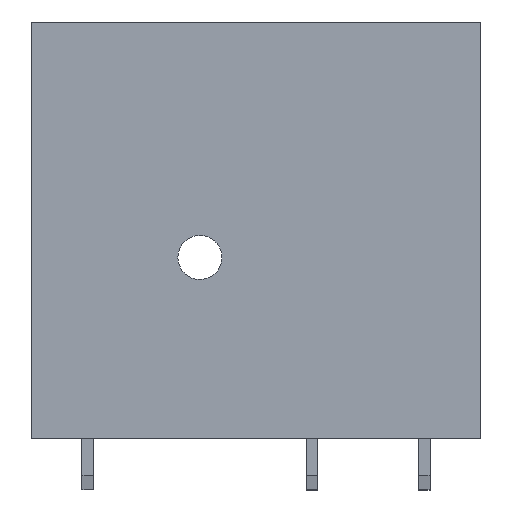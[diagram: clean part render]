
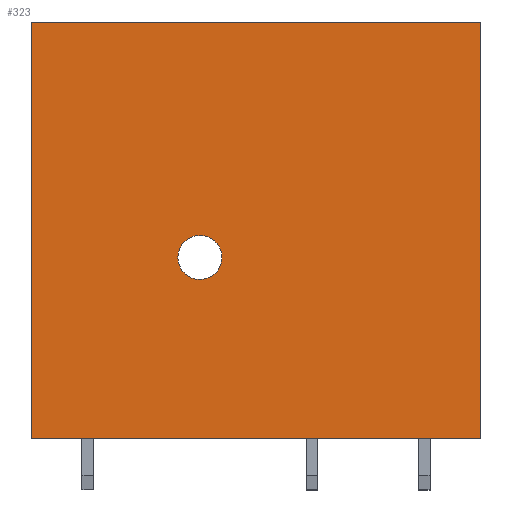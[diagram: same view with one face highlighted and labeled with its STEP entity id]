
A CAD part, front view. The second image highlights one B-rep face of the part: STEP entity #323.
In plain terms, the highlighted planar face has unit normal (0, -1, 0).
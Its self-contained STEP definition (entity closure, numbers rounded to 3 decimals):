
#278=AXIS2_PLACEMENT_3D('Plane Axis2P3D',#275,#276,#277) ;
#307=AXIS2_PLACEMENT_3D('Circle Axis2P3D',#305,#306,$) ;
#316=AXIS2_PLACEMENT_3D('Circle Axis2P3D',#314,#315,$) ;
#42=CARTESIAN_POINT('Vertex',(30.48,0.,3.5)) ;
#45=CARTESIAN_POINT('Line Origine',(15.24,0.,3.5)) ;
#49=CARTESIAN_POINT('Vertex',(0.,0.,3.5)) ;
#275=CARTESIAN_POINT('Axis2P3D Location',(0.,0.,31.8)) ;
#280=CARTESIAN_POINT('Line Origine',(30.48,0.,17.65)) ;
#284=CARTESIAN_POINT('Vertex',(30.48,0.,31.8)) ;
#287=CARTESIAN_POINT('Line Origine',(15.24,0.,31.8)) ;
#291=CARTESIAN_POINT('Vertex',(0.,0.,31.8)) ;
#294=CARTESIAN_POINT('Line Origine',(0.,0.,17.65)) ;
#305=CARTESIAN_POINT('Axis2P3D Location',(11.43,0.,15.8)) ;
#309=CARTESIAN_POINT('Vertex',(10.711,0.,17.116)) ;
#311=CARTESIAN_POINT('Vertex',(12.149,0.,14.484)) ;
#314=CARTESIAN_POINT('Axis2P3D Location',(11.43,0.,15.8)) ;
#46=DIRECTION('Vector Direction',(1.,0.,0.)) ;
#276=DIRECTION('Axis2P3D Direction',(0.,-1.,0.)) ;
#277=DIRECTION('Axis2P3D XDirection',(0.,0.,-1.)) ;
#281=DIRECTION('Vector Direction',(0.,0.,-1.)) ;
#288=DIRECTION('Vector Direction',(1.,0.,0.)) ;
#295=DIRECTION('Vector Direction',(0.,0.,-1.)) ;
#306=DIRECTION('Axis2P3D Direction',(0.,-1.,0.)) ;
#315=DIRECTION('Axis2P3D Direction',(0.,-1.,0.)) ;
#47=VECTOR('Line Direction',#46,1.) ;
#282=VECTOR('Line Direction',#281,1.) ;
#289=VECTOR('Line Direction',#288,1.) ;
#296=VECTOR('Line Direction',#295,1.) ;
#300=ORIENTED_EDGE('',*,*,#286,.T.) ;
#301=ORIENTED_EDGE('',*,*,#293,.F.) ;
#302=ORIENTED_EDGE('',*,*,#298,.F.) ;
#303=ORIENTED_EDGE('',*,*,#51,.T.) ;
#320=ORIENTED_EDGE('',*,*,#313,.F.) ;
#321=ORIENTED_EDGE('',*,*,#318,.F.) ;
#322=FACE_BOUND('',#319,.T.) ;
#323=ADVANCED_FACE('HOUSING',(#304,#322),#279,.T.) ;
#308=CIRCLE('generated circle',#307,1.5) ;
#317=CIRCLE('generated circle',#316,1.5) ;
#51=EDGE_CURVE('',#50,#43,#48,.T.) ;
#286=EDGE_CURVE('',#43,#285,#283,.F.) ;
#293=EDGE_CURVE('',#292,#285,#290,.T.) ;
#298=EDGE_CURVE('',#50,#292,#297,.F.) ;
#313=EDGE_CURVE('',#310,#312,#308,.T.) ;
#318=EDGE_CURVE('',#312,#310,#317,.T.) ;
#299=EDGE_LOOP('',(#300,#301,#302,#303)) ;
#319=EDGE_LOOP('',(#320,#321)) ;
#304=FACE_OUTER_BOUND('',#299,.T.) ;
#48=LINE('Line',#45,#47) ;
#283=LINE('Line',#280,#282) ;
#290=LINE('Line',#287,#289) ;
#297=LINE('Line',#294,#296) ;
#279=PLANE('',#278) ;
#43=VERTEX_POINT('',#42) ;
#50=VERTEX_POINT('',#49) ;
#285=VERTEX_POINT('',#284) ;
#292=VERTEX_POINT('',#291) ;
#310=VERTEX_POINT('',#309) ;
#312=VERTEX_POINT('',#311) ;
